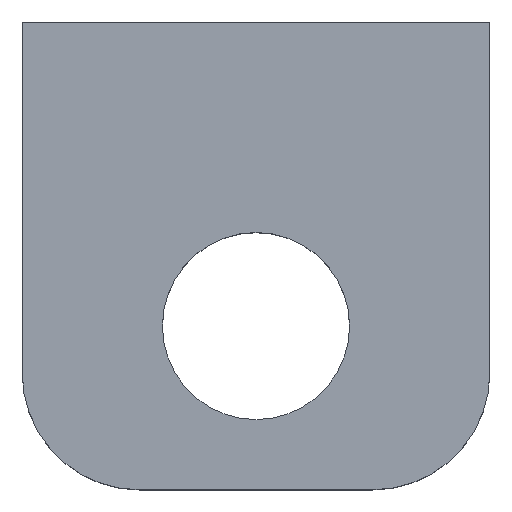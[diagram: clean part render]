
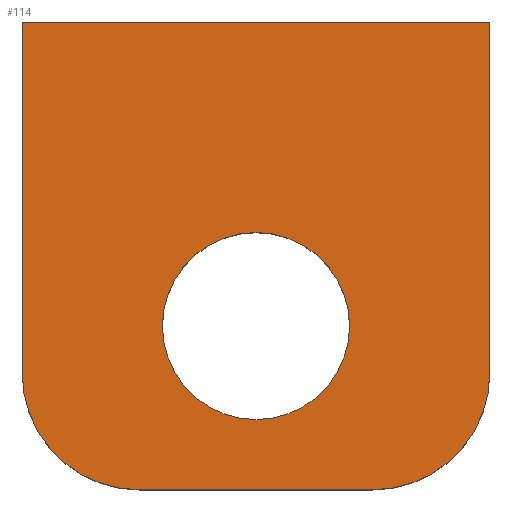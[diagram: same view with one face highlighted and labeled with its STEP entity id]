
A CAD part, top view. The second image highlights one B-rep face of the part: STEP entity #114.
In plain terms, the highlighted planar face has unit normal (0, 0, 1).
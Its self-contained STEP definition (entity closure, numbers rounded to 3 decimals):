
#33 = CARTESIAN_POINT ( 'NONE',  ( 10., -5., 6. ) ) ;
#50 = EDGE_LOOP ( 'NONE', ( #447, #325, #499, #204, #350, #128 ) ) ;
#60 = AXIS2_PLACEMENT_3D ( 'NONE', #203, #164, #480 ) ;
#61 = CARTESIAN_POINT ( 'NONE',  ( 5., -5., 6. ) ) ;
#75 = DIRECTION ( 'NONE',  ( 0., 1., 0. ) ) ;
#80 = CARTESIAN_POINT ( 'NONE',  ( -10., 10., 6. ) ) ;
#83 = CARTESIAN_POINT ( 'NONE',  ( -10., -10., 6. ) ) ;
#85 = EDGE_CURVE ( 'NONE', #348, #240, #503, .T. ) ;
#89 = EDGE_LOOP ( 'NONE', ( #464, #398 ) ) ;
#114 = ADVANCED_FACE ( 'NONE', ( #142, #139 ), #184, .T. ) ;
#116 = DIRECTION ( 'NONE',  ( -1., 0., 0. ) ) ;
#118 = CARTESIAN_POINT ( 'NONE',  ( 10., 10., 6. ) ) ;
#121 = EDGE_CURVE ( 'NONE', #297, #323, #471, .T. ) ;
#122 = LINE ( 'NONE', #311, #183 ) ;
#128 = ORIENTED_EDGE ( 'NONE', *, *, #85, .T. ) ;
#129 = LINE ( 'NONE', #361, #346 ) ;
#139 = FACE_OUTER_BOUND ( 'NONE', #50, .T. ) ;
#142 = FACE_BOUND ( 'NONE', #89, .T. ) ;
#152 = EDGE_CURVE ( 'NONE', #327, #337, #246, .T. ) ;
#163 = LINE ( 'NONE', #313, #381 ) ;
#164 = DIRECTION ( 'NONE',  ( 0., 0., 1. ) ) ;
#180 = CARTESIAN_POINT ( 'NONE',  ( 0., -3., 6. ) ) ;
#183 = VECTOR ( 'NONE', #75, 1000. ) ;
#184 = PLANE ( 'NONE',  #321 ) ;
#188 = CARTESIAN_POINT ( 'NONE',  ( 4., -3., 6. ) ) ;
#195 = CARTESIAN_POINT ( 'NONE',  ( -5., -10., 6. ) ) ;
#203 = CARTESIAN_POINT ( 'NONE',  ( 0., -3., 6. ) ) ;
#204 = ORIENTED_EDGE ( 'NONE', *, *, #276, .T. ) ;
#210 = CARTESIAN_POINT ( 'NONE',  ( -4., -3., 6. ) ) ;
#219 = DIRECTION ( 'NONE',  ( 1., 0., 0. ) ) ;
#220 = VERTEX_POINT ( 'NONE', #118 ) ;
#234 = CARTESIAN_POINT ( 'NONE',  ( 5., -10., 6. ) ) ;
#240 = VERTEX_POINT ( 'NONE', #195 ) ;
#245 = VERTEX_POINT ( 'NONE', #80 ) ;
#246 = CIRCLE ( 'NONE', #272, 4. ) ;
#254 = CARTESIAN_POINT ( 'NONE',  ( -5., -5., 6. ) ) ;
#255 = VECTOR ( 'NONE', #439, 1000. ) ;
#264 = AXIS2_PLACEMENT_3D ( 'NONE', #61, #334, #331 ) ;
#272 = AXIS2_PLACEMENT_3D ( 'NONE', #180, #380, #301 ) ;
#276 = EDGE_CURVE ( 'NONE', #220, #245, #163, .T. ) ;
#282 = DIRECTION ( 'NONE',  ( 1., 0., 0. ) ) ;
#284 = DIRECTION ( 'NONE',  ( 1., 0., 0. ) ) ;
#297 = VERTEX_POINT ( 'NONE', #234 ) ;
#301 = DIRECTION ( 'NONE',  ( 1., 0., 0. ) ) ;
#302 = EDGE_CURVE ( 'NONE', #323, #220, #122, .T. ) ;
#311 = CARTESIAN_POINT ( 'NONE',  ( 10., -10., 6. ) ) ;
#313 = CARTESIAN_POINT ( 'NONE',  ( 10., 10., 6. ) ) ;
#321 = AXIS2_PLACEMENT_3D ( 'NONE', #495, #459, #219 ) ;
#323 = VERTEX_POINT ( 'NONE', #33 ) ;
#325 = ORIENTED_EDGE ( 'NONE', *, *, #121, .T. ) ;
#327 = VERTEX_POINT ( 'NONE', #188 ) ;
#331 = DIRECTION ( 'NONE',  ( 1., 0., 0. ) ) ;
#334 = DIRECTION ( 'NONE',  ( 0., 0., 1. ) ) ;
#337 = VERTEX_POINT ( 'NONE', #210 ) ;
#345 = AXIS2_PLACEMENT_3D ( 'NONE', #254, #494, #282 ) ;
#346 = VECTOR ( 'NONE', #284, 1000. ) ;
#348 = VERTEX_POINT ( 'NONE', #357 ) ;
#350 = ORIENTED_EDGE ( 'NONE', *, *, #462, .T. ) ;
#357 = CARTESIAN_POINT ( 'NONE',  ( -10., -5., 6. ) ) ;
#361 = CARTESIAN_POINT ( 'NONE',  ( 10., -10., 6. ) ) ;
#380 = DIRECTION ( 'NONE',  ( 0., 0., 1. ) ) ;
#381 = VECTOR ( 'NONE', #116, 1000. ) ;
#398 = ORIENTED_EDGE ( 'NONE', *, *, #424, .F. ) ;
#424 = EDGE_CURVE ( 'NONE', #337, #327, #504, .T. ) ;
#428 = EDGE_CURVE ( 'NONE', #240, #297, #129, .T. ) ;
#439 = DIRECTION ( 'NONE',  ( 0., -1., 0. ) ) ;
#447 = ORIENTED_EDGE ( 'NONE', *, *, #428, .T. ) ;
#459 = DIRECTION ( 'NONE',  ( 0., 0., 1. ) ) ;
#462 = EDGE_CURVE ( 'NONE', #245, #348, #474, .T. ) ;
#464 = ORIENTED_EDGE ( 'NONE', *, *, #152, .F. ) ;
#471 = CIRCLE ( 'NONE', #264, 5. ) ;
#474 = LINE ( 'NONE', #83, #255 ) ;
#480 = DIRECTION ( 'NONE',  ( 1., 0., 0. ) ) ;
#494 = DIRECTION ( 'NONE',  ( 0., 0., 1. ) ) ;
#495 = CARTESIAN_POINT ( 'NONE',  ( 0., 0., 6. ) ) ;
#499 = ORIENTED_EDGE ( 'NONE', *, *, #302, .T. ) ;
#503 = CIRCLE ( 'NONE', #345, 5. ) ;
#504 = CIRCLE ( 'NONE', #60, 4. ) ;
